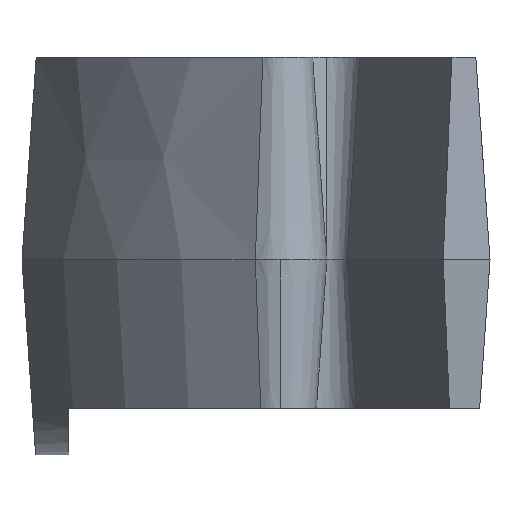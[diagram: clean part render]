
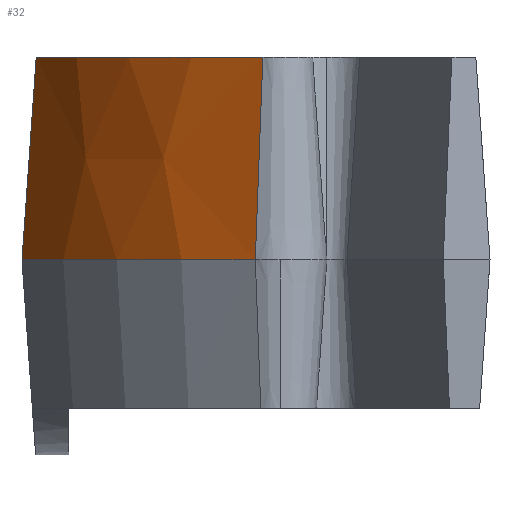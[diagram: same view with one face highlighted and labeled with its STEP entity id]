
A CAD part, left-side view. The second image highlights one B-rep face of the part: STEP entity #32.
In plain terms, the highlighted conical face has half-angle 4 degrees and reference radius 25.193 mm.
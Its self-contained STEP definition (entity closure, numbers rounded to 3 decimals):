
#32 = ADVANCED_FACE ( 'NONE', ( #679 ), #643, .T. ) ;
#508 = ORIENTED_EDGE ( 'NONE', *, *, #2411, .F. ) ;
#643 = CONICAL_SURFACE ( 'NONE', #821, 25.193, 0.07 ) ;
#670 = EDGE_LOOP ( 'NONE', ( #2325, #1586, #2309, #508 ) ) ;
#679 = FACE_OUTER_BOUND ( 'NONE', #670, .T. ) ;
#684 = CIRCLE ( 'NONE', #1576, 24.587 ) ;
#821 = AXIS2_PLACEMENT_3D ( 'NONE', #2472, #2471, #2473 ) ;
#1083 = CARTESIAN_POINT ( 'NONE',  ( -9.381, 24.394, 15. ) ) ;
#1568 = AXIS2_PLACEMENT_3D ( 'NONE', #1650, #1651, #1653 ) ;
#1576 = AXIS2_PLACEMENT_3D ( 'NONE', #2000, #1997, #2004 ) ;
#1586 = ORIENTED_EDGE ( 'NONE', *, *, #2459, .T. ) ;
#1650 = CARTESIAN_POINT ( 'NONE',  ( 0., 1.667, 6.33 ) ) ;
#1651 = DIRECTION ( 'NONE',  ( 0., 0., 1. ) ) ;
#1653 = DIRECTION ( 'NONE',  ( 1., 0., 0. ) ) ;
#1657 = CARTESIAN_POINT ( 'NONE',  ( -21.357, 15.03, 6.33 ) ) ;
#1658 = DIRECTION ( 'NONE',  ( 0.059, -0.037, 0.998 ) ) ;
#1664 = CARTESIAN_POINT ( 'NONE',  ( -9.421, 24.596, 12.11 ) ) ;
#1942 = CARTESIAN_POINT ( 'NONE',  ( -9.5, 25., 6.33 ) ) ;
#1991 = CARTESIAN_POINT ( 'NONE',  ( -21.357, 15.03, 6.33 ) ) ;
#1997 = DIRECTION ( 'NONE',  ( 0., 0., 1. ) ) ;
#2000 = CARTESIAN_POINT ( 'NONE',  ( 0., 1.667, 15. ) ) ;
#2004 = DIRECTION ( 'NONE',  ( 1., 0., 0. ) ) ;
#2018 = CARTESIAN_POINT ( 'NONE',  ( -9.381, 24.394, 15. ) ) ;
#2019 = CARTESIAN_POINT ( 'NONE',  ( -20.843, 14.709, 15. ) ) ;
#2057 = B_SPLINE_CURVE_WITH_KNOTS ( 'NONE', 3,
 ( #1083, #1664, #2219, #2200 ),
 .UNSPECIFIED., .F., .F.,
 ( 4, 4 ),
 ( 0., 0.009 ),
 .UNSPECIFIED. ) ;
#2069 = VECTOR ( 'NONE', #1658, 1000. ) ;
#2106 = LINE ( 'NONE', #1657, #2069 ) ;
#2166 = CIRCLE ( 'NONE', #1568, 25.193 ) ;
#2200 = CARTESIAN_POINT ( 'NONE',  ( -9.5, 25., 6.33 ) ) ;
#2219 = CARTESIAN_POINT ( 'NONE',  ( -9.46, 24.798, 9.22 ) ) ;
#2309 = ORIENTED_EDGE ( 'NONE', *, *, #2451, .T. ) ;
#2325 = ORIENTED_EDGE ( 'NONE', *, *, #2465, .T. ) ;
#2348 = VERTEX_POINT ( 'NONE', #1942 ) ;
#2385 = VERTEX_POINT ( 'NONE', #1991 ) ;
#2386 = VERTEX_POINT ( 'NONE', #2018 ) ;
#2401 = VERTEX_POINT ( 'NONE', #2019 ) ;
#2411 = EDGE_CURVE ( 'NONE', #2386, #2401, #684, .T. ) ;
#2451 = EDGE_CURVE ( 'NONE', #2385, #2401, #2106, .T. ) ;
#2459 = EDGE_CURVE ( 'NONE', #2348, #2385, #2166, .T. ) ;
#2465 = EDGE_CURVE ( 'NONE', #2386, #2348, #2057, .T. ) ;
#2471 = DIRECTION ( 'NONE',  ( 0., 0., -1. ) ) ;
#2472 = CARTESIAN_POINT ( 'NONE',  ( 0., 1.667, 6.33 ) ) ;
#2473 = DIRECTION ( 'NONE',  ( 1., 0., 0. ) ) ;
